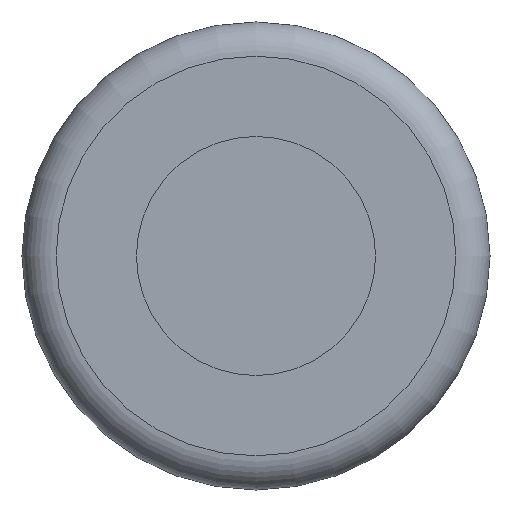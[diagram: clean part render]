
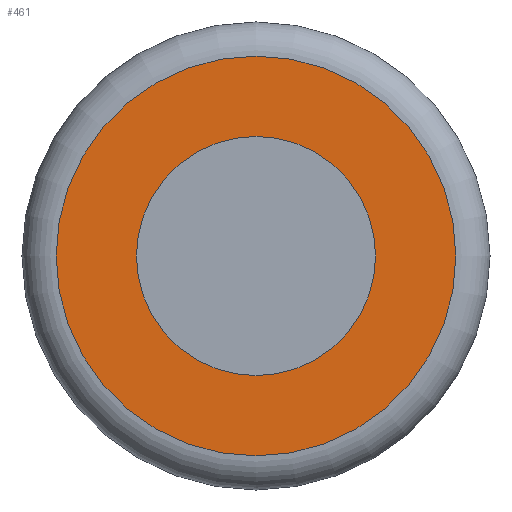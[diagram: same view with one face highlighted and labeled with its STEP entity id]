
A CAD part, front view. The second image highlights one B-rep face of the part: STEP entity #461.
In plain terms, the highlighted planar face has unit normal (0, -1, 0).
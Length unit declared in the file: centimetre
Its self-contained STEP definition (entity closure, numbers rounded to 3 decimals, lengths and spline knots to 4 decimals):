
#180=PLANE('',#487);
#198=VERTEX_POINT('',#585);
#201=VERTEX_POINT('',#593);
#235=CIRCLE('',#483,0.2929);
#238=CIRCLE('',#488,0.1753);
#244=EDGE_CURVE('',#198,#198,#235,.T.);
#247=EDGE_CURVE('',#201,#201,#238,.T.);
#301=ORIENTED_EDGE('',*,*,#247,.T.);
#302=ORIENTED_EDGE('',*,*,#244,.F.);
#407=EDGE_LOOP('',(#301));
#408=EDGE_LOOP('',(#302));
#435=FACE_BOUND('',#407,.T.);
#436=FACE_BOUND('',#408,.T.);
#461=ADVANCED_FACE('',(#435,#436),#180,.T.);
#483=AXIS2_PLACEMENT_3D('',#584,#512,#513);
#487=AXIS2_PLACEMENT_3D('',#591,#520,$);
#488=AXIS2_PLACEMENT_3D('',#592,#521,#522);
#512=DIRECTION('',(0.,1.,0.));
#513=DIRECTION('',(-0.293,0.,0.));
#520=DIRECTION('',(0.,-1.,0.));
#521=DIRECTION('',(0.,1.,0.));
#522=DIRECTION('',(0.175,0.,0.));
#584=CARTESIAN_POINT('',(0.,0.,0.));
#585=CARTESIAN_POINT('',(0.2929,0.,0.));
#591=CARTESIAN_POINT('',(0.2591,0.,0.));
#592=CARTESIAN_POINT('',(0.,0.,0.));
#593=CARTESIAN_POINT('',(0.1753,0.,0.));
